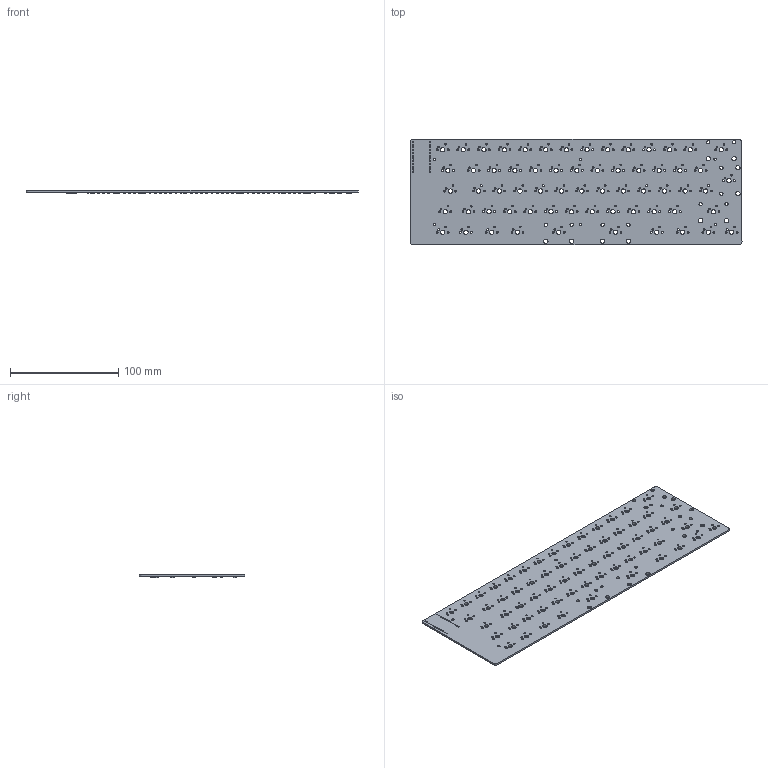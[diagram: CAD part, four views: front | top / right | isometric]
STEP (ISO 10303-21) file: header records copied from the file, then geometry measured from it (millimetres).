
FILE_DESCRIPTION(('KiCad electronic assembly'),'2;1');
FILE_NAME('staggered-keyboard.step','2022-09-30T10:35:01',('Pcbnew'),( 'Kicad'),'Open CASCADE STEP processor 7.6','KiCad to STEP converter' ,'Unknown');
FILE_SCHEMA(('AUTOMOTIVE_DESIGN { 1 0 10303 214 1 1 1 1 }'));
Length unit declared in the file: millimetre
Products named in the file (4): staggered-keyboard 1; D_SOD-123; SOLID; staggered-keyboard PCB
Assembly tree (66 placements, depth 3):
  staggered-keyboard 1
    D_SOD-123  x64
      SOLID
    staggered-keyboard PCB
Bounding box: 306.45 x 97.03 x 2.9 mm (x, y, z)
Volume: 45355.6 mm3; surface area: 62794.2 mm2
Topology: 65 solids, 65 shells, 4668 faces, 11118 edges, 6644 vertices
Faces by surface type: bspline 4288, cylinder 374, plane 6
Full cylindrical faces by diameter (mm): 1.1 x24, 1.47 x128, 1.75 x128, 2.2 x6, 3.048 x10, 3.988 x74
Entity records: 36300 total; most frequent: CARTESIAN_POINT 10581, DIRECTION 4296, ORIENTED_EDGE 2580, PCURVE 2580, DEFINITIONAL_REPRESENTATION 2580, LINE 1906, VECTOR 1906, EDGE_CURVE 1290
